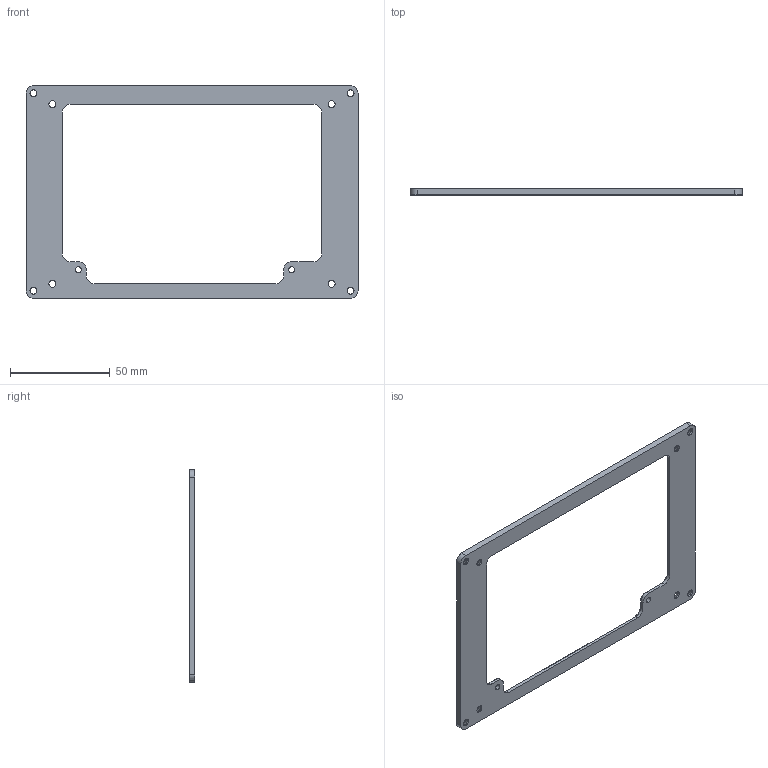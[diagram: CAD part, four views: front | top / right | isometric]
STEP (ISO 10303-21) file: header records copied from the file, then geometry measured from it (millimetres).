
FILE_DESCRIPTION (( 'STEP AP214' ), '1' );
FILE_NAME ('base_top.STEP', '2023-10-22T22:18:37', ( '' ), ( '' ), '', '', '' );
FILE_SCHEMA (( 'AUTOMOTIVE_DESIGN' ));
Length unit declared in the file: millimetre
Products named in the file (1): base_top
Bounding box: 166.5 x 3 x 106.5 mm (x, y, z)
Volume: 18186.6 mm3; surface area: 15365.6 mm2
Topology: 1 solids, 1 shells, 78 faces, 196 edges, 120 vertices
Faces by surface type: cylinder 32, cone 24, plane 22
Entity records: 2399 total; most frequent: DIRECTION 442, CARTESIAN_POINT 395, ORIENTED_EDGE 392, EDGE_CURVE 196, AXIS2_PLACEMENT_3D 167, VERTEX_POINT 120, LINE 108, VECTOR 108
